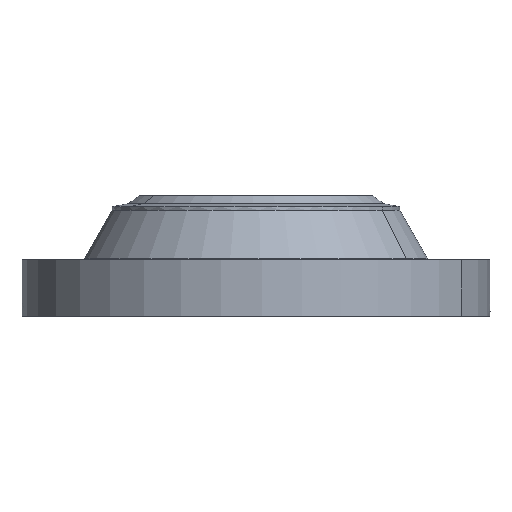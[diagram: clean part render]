
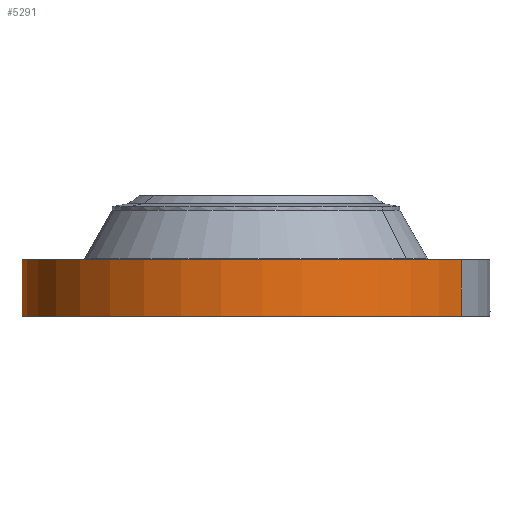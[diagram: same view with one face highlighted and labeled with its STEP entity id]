
A CAD part, left-side view. The second image highlights one B-rep face of the part: STEP entity #5291.
In plain terms, the highlighted cylindrical face has radius 371.475 mm (diameter 742.95 mm), a partial arc.
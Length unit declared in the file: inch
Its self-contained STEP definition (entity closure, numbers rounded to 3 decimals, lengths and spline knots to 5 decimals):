
#3849=AXIS2_PLACEMENT_3D('Circle Axis2P3D',#3847,#3848,$) ;
#4498=AXIS2_PLACEMENT_3D('Circle Axis2P3D',#4496,#4497,$) ;
#5186=AXIS2_PLACEMENT_3D('Cylinder Axis2P3D',#5183,#5184,#5185) ;
#3847=CARTESIAN_POINT('Axis2P3D Location',(0.,0.,0.)) ;
#3851=CARTESIAN_POINT('Vertex',(-7.0116,-12.83464,0.)) ;
#3853=CARTESIAN_POINT('Vertex',(7.0116,12.83464,0.)) ;
#4491=CARTESIAN_POINT('Vertex',(7.0116,12.83464,3.562)) ;
#4493=CARTESIAN_POINT('Vertex',(-7.0116,-12.83464,3.562)) ;
#4496=CARTESIAN_POINT('Axis2P3D Location',(0.,0.,3.562)) ;
#5183=CARTESIAN_POINT('Axis2P3D Location',(0.,0.,3.781)) ;
#5188=CARTESIAN_POINT('Line Origine',(-7.0116,-12.83464,1.781)) ;
#5193=CARTESIAN_POINT('Line Origine',(7.0116,12.83464,1.781)) ;
#5205=CARTESIAN_POINT('Control Point',(-0.00072,14.625,1.10412)) ;
#5206=CARTESIAN_POINT('Control Point',(-0.01902,14.625,1.10408)) ;
#5207=CARTESIAN_POINT('Control Point',(-0.03732,14.62496,1.10262)) ;
#5208=CARTESIAN_POINT('Control Point',(-0.0554,14.6249,1.09976)) ;
#5209=CARTESIAN_POINT('Vertex',(-0.00072,14.625,1.10412)) ;
#5211=CARTESIAN_POINT('Vertex',(-0.05539,14.6249,1.09976)) ;
#5215=CARTESIAN_POINT('Control Point',(-0.05539,14.6249,1.09976)) ;
#5216=CARTESIAN_POINT('Control Point',(-0.09579,14.62474,1.09532)) ;
#5217=CARTESIAN_POINT('Control Point',(-0.13555,14.62442,1.08353)) ;
#5218=CARTESIAN_POINT('Control Point',(-0.17216,14.62399,1.06517)) ;
#5219=CARTESIAN_POINT('Vertex',(-0.17216,14.62399,1.06517)) ;
#5223=CARTESIAN_POINT('Control Point',(-0.03097,14.62497,0.34119)) ;
#5224=CARTESIAN_POINT('Control Point',(-0.0961,14.62483,0.34943)) ;
#5225=CARTESIAN_POINT('Control Point',(-0.15917,14.62433,0.37129)) ;
#5226=CARTESIAN_POINT('Control Point',(-0.21622,14.62353,0.4061)) ;
#5227=CARTESIAN_POINT('Control Point',(-0.28857,14.62222,0.47419)) ;
#5228=CARTESIAN_POINT('Control Point',(-0.33612,14.62115,0.55864)) ;
#5229=CARTESIAN_POINT('Control Point',(-0.34916,14.62084,0.5887)) ;
#5230=CARTESIAN_POINT('Control Point',(-0.37137,14.62029,0.65895)) ;
#5231=CARTESIAN_POINT('Control Point',(-0.37685,14.62014,0.73213)) ;
#5232=CARTESIAN_POINT('Control Point',(-0.37459,14.6202,0.77295)) ;
#5233=CARTESIAN_POINT('Control Point',(-0.3562,14.62068,0.87068)) ;
#5234=CARTESIAN_POINT('Control Point',(-0.3079,14.6218,0.95787)) ;
#5235=CARTESIAN_POINT('Control Point',(-0.26966,14.62261,1.00315)) ;
#5236=CARTESIAN_POINT('Control Point',(-0.22344,14.62338,1.03946)) ;
#5237=CARTESIAN_POINT('Control Point',(-0.17216,14.62399,1.06517)) ;
#5238=CARTESIAN_POINT('Vertex',(-0.03097,14.62497,0.34119)) ;
#5242=CARTESIAN_POINT('Control Point',(-0.03097,14.62497,0.34119)) ;
#5243=CARTESIAN_POINT('Control Point',(-0.02064,14.62499,0.34087)) ;
#5244=CARTESIAN_POINT('Control Point',(-0.01031,14.625,0.34094)) ;
#5245=CARTESIAN_POINT('Control Point',(0.,14.625,0.34137)) ;
#5246=CARTESIAN_POINT('Vertex',(0.,14.625,0.34137)) ;
#5250=CARTESIAN_POINT('Control Point',(0.19266,14.62373,0.39734)) ;
#5251=CARTESIAN_POINT('Control Point',(0.14902,14.62431,0.372)) ;
#5252=CARTESIAN_POINT('Control Point',(0.10112,14.62476,0.35377)) ;
#5253=CARTESIAN_POINT('Control Point',(0.05081,14.625,0.34353)) ;
#5254=CARTESIAN_POINT('Control Point',(0.,14.625,0.34137)) ;
#5255=CARTESIAN_POINT('Vertex',(0.19266,14.62373,0.39734)) ;
#5259=CARTESIAN_POINT('Control Point',(0.19266,14.62373,0.39734)) ;
#5260=CARTESIAN_POINT('Control Point',(0.24952,14.62298,0.43036)) ;
#5261=CARTESIAN_POINT('Control Point',(0.29962,14.62205,0.47469)) ;
#5262=CARTESIAN_POINT('Control Point',(0.33982,14.62109,0.52879)) ;
#5263=CARTESIAN_POINT('Control Point',(0.38411,14.61997,0.62696)) ;
#5264=CARTESIAN_POINT('Control Point',(0.39273,14.61972,0.73224)) ;
#5265=CARTESIAN_POINT('Control Point',(0.39062,14.61978,0.77239)) ;
#5266=CARTESIAN_POINT('Control Point',(0.37649,14.62017,0.84728)) ;
#5267=CARTESIAN_POINT('Control Point',(0.34439,14.62096,0.9157)) ;
#5268=CARTESIAN_POINT('Control Point',(0.32533,14.6214,0.94612)) ;
#5269=CARTESIAN_POINT('Control Point',(0.26358,14.62273,1.0226)) ;
#5270=CARTESIAN_POINT('Control Point',(0.18041,14.62404,1.07561)) ;
#5271=CARTESIAN_POINT('Control Point',(0.12157,14.62469,1.09767)) ;
#5272=CARTESIAN_POINT('Control Point',(0.0603,14.625,1.10711)) ;
#5273=CARTESIAN_POINT('Control Point',(-0.00003,14.625,1.10415)) ;
#5274=CARTESIAN_POINT('Vertex',(-0.00003,14.625,1.10415)) ;
#5278=CARTESIAN_POINT('Control Point',(-0.00072,14.625,1.10412)) ;
#5279=CARTESIAN_POINT('Control Point',(-0.00037,14.625,1.10414)) ;
#5280=CARTESIAN_POINT('Control Point',(-0.00003,14.625,1.10415)) ;
#3848=DIRECTION('Axis2P3D Direction',(0.,0.,-0.039)) ;
#4497=DIRECTION('Axis2P3D Direction',(0.,0.,-0.039)) ;
#5184=DIRECTION('Axis2P3D Direction',(0.,0.,-0.039)) ;
#5185=DIRECTION('Axis2P3D XDirection',(0.019,0.035,0.)) ;
#5189=DIRECTION('Vector Direction',(0.,0.,-0.039)) ;
#5194=DIRECTION('Vector Direction',(0.,0.,-0.039)) ;
#5190=VECTOR('Line Direction',#5189,0.03937) ;
#5195=VECTOR('Line Direction',#5194,0.03937) ;
#5199=ORIENTED_EDGE('',*,*,#3855,.F.) ;
#5200=ORIENTED_EDGE('',*,*,#5192,.T.) ;
#5201=ORIENTED_EDGE('',*,*,#4500,.T.) ;
#5202=ORIENTED_EDGE('',*,*,#5197,.F.) ;
#5283=ORIENTED_EDGE('',*,*,#5213,.T.) ;
#5284=ORIENTED_EDGE('',*,*,#5221,.T.) ;
#5285=ORIENTED_EDGE('',*,*,#5240,.F.) ;
#5286=ORIENTED_EDGE('',*,*,#5248,.T.) ;
#5287=ORIENTED_EDGE('',*,*,#5257,.F.) ;
#5288=ORIENTED_EDGE('',*,*,#5276,.T.) ;
#5289=ORIENTED_EDGE('',*,*,#5281,.F.) ;
#5290=FACE_BOUND('',#5282,.T.) ;
#5291=ADVANCED_FACE('PartBody',(#5203,#5290),#5187,.T.) ;
#5204=B_SPLINE_CURVE_WITH_KNOTS('',3,(#5205,#5206,#5207,#5208),.UNSPECIFIED.,.F.,.U.,(4,4),(34.61656,36.64724),.UNSPECIFIED.) ;
#5214=B_SPLINE_CURVE_WITH_KNOTS('',3,(#5215,#5216,#5217,#5218),.UNSPECIFIED.,.F.,.U.,(4,4),(0.,4.56689),.UNSPECIFIED.) ;
#5222=B_SPLINE_CURVE_WITH_KNOTS('',5,(#5223,#5224,#5225,#5226,#5227,#5228,#5229,#5230,#5231,#5232,#5233,#5234,#5235,#5236,#5237),.UNSPECIFIED.,.F.,.U.,(6,3,3,3,6),(0.,11.40861,17.25127,24.61383,35.27435),.UNSPECIFIED.) ;
#5241=B_SPLINE_CURVE_WITH_KNOTS('',3,(#5242,#5243,#5244,#5245),.UNSPECIFIED.,.F.,.U.,(4,4),(0.,1.07741),.UNSPECIFIED.) ;
#5249=B_SPLINE_CURVE_WITH_KNOTS('',4,(#5250,#5251,#5252,#5253,#5254),.UNSPECIFIED.,.F.,.U.,(5,5),(0.,7.07947),.UNSPECIFIED.) ;
#5258=B_SPLINE_CURVE_WITH_KNOTS('',5,(#5259,#5260,#5261,#5262,#5263,#5264,#5265,#5266,#5267,#5268,#5269,#5270,#5271,#5272,#5273),.UNSPECIFIED.,.F.,.U.,(6,3,3,3,6),(0.,11.52844,18.60147,25.01955,36.29655),.UNSPECIFIED.) ;
#5277=B_SPLINE_CURVE_WITH_KNOTS('',2,(#5278,#5279,#5280),.UNSPECIFIED.,.F.,.U.,(3,3),(1.02316,1.04895),.UNSPECIFIED.) ;
#3850=CIRCLE('generated circle',#3849,14.625) ;
#4499=CIRCLE('generated circle',#4498,14.625) ;
#5187=CYLINDRICAL_SURFACE('generated cylinder',#5186,14.625) ;
#3855=EDGE_CURVE('',#3852,#3854,#3850,.T.) ;
#4500=EDGE_CURVE('',#4494,#4492,#4499,.T.) ;
#5192=EDGE_CURVE('',#3852,#4494,#5191,.F.) ;
#5197=EDGE_CURVE('',#3854,#4492,#5196,.F.) ;
#5213=EDGE_CURVE('',#5210,#5212,#5204,.T.) ;
#5221=EDGE_CURVE('',#5212,#5220,#5214,.T.) ;
#5240=EDGE_CURVE('',#5239,#5220,#5222,.T.) ;
#5248=EDGE_CURVE('',#5239,#5247,#5241,.T.) ;
#5257=EDGE_CURVE('',#5256,#5247,#5249,.T.) ;
#5276=EDGE_CURVE('',#5256,#5275,#5258,.T.) ;
#5281=EDGE_CURVE('',#5210,#5275,#5277,.T.) ;
#5198=EDGE_LOOP('',(#5199,#5200,#5201,#5202)) ;
#5282=EDGE_LOOP('',(#5283,#5284,#5285,#5286,#5287,#5288,#5289)) ;
#5203=FACE_OUTER_BOUND('',#5198,.T.) ;
#5191=LINE('Line',#5188,#5190) ;
#5196=LINE('Line',#5193,#5195) ;
#3852=VERTEX_POINT('',#3851) ;
#3854=VERTEX_POINT('',#3853) ;
#4492=VERTEX_POINT('',#4491) ;
#4494=VERTEX_POINT('',#4493) ;
#5210=VERTEX_POINT('',#5209) ;
#5212=VERTEX_POINT('',#5211) ;
#5220=VERTEX_POINT('',#5219) ;
#5239=VERTEX_POINT('',#5238) ;
#5247=VERTEX_POINT('',#5246) ;
#5256=VERTEX_POINT('',#5255) ;
#5275=VERTEX_POINT('',#5274) ;
